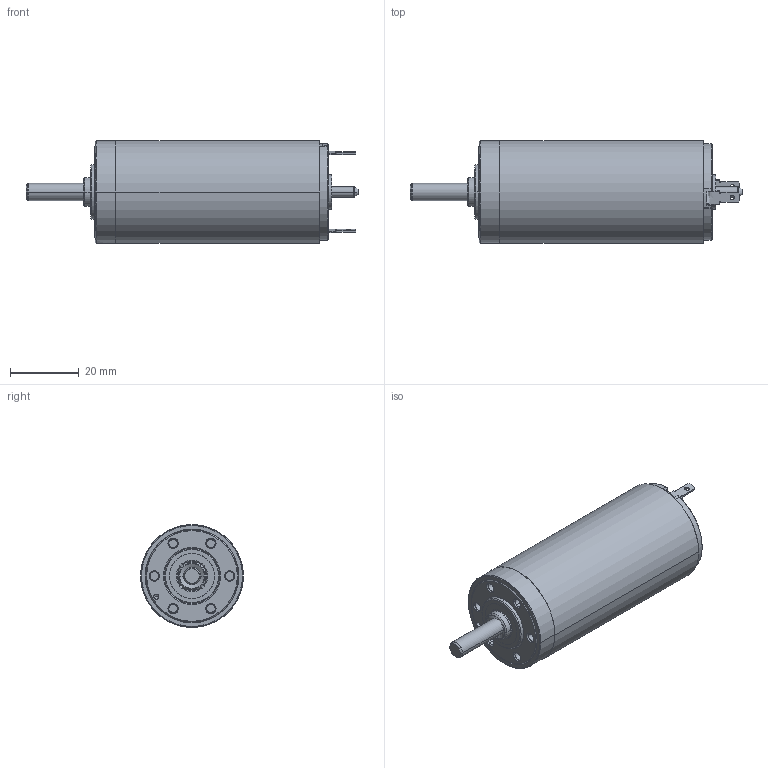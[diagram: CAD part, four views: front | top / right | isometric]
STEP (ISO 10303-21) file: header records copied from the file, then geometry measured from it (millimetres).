
FILE_DESCRIPTION((''),'2;1');
FILE_NAME('268193_RE30_GB_60W_KL_2WE','2016-10-10T',('mmagvisi'),(''),'CREO PARAMETRIC BY PTC INC, 2016050','CREO PARAMETRIC BY PTC INC, 2016050','');
FILE_SCHEMA(('CONFIG_CONTROL_DESIGN'));
Length unit declared in the file: millimetre
Products named in the file (1): 268193_RE30_GB_60W_KL_2WE
Bounding box: 96.7 x 30 x 30 mm (x, y, z)
Volume: 47810.4 mm3; surface area: 12461.9 mm2
Topology: 3 solids, 4 shells, 395 faces, 984 edges, 626 vertices
Faces by surface type: cylinder 152, plane 111, cone 58, bspline 46, torus 28
Entity records: 19238 total; most frequent: CARTESIAN_POINT 5607, DIRECTION 1990, ORIENTED_EDGE 1960, PRESENTATION_STYLE_ASSIGNMENT 1102, STYLED_ITEM 983, CURVE_STYLE 980, EDGE_CURVE 980, AXIS2_PLACEMENT_3D 767
